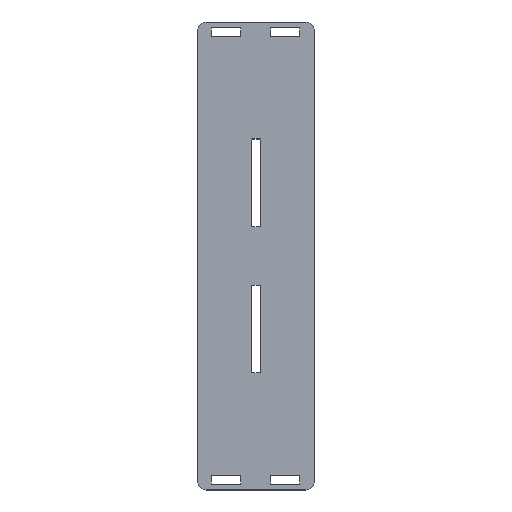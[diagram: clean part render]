
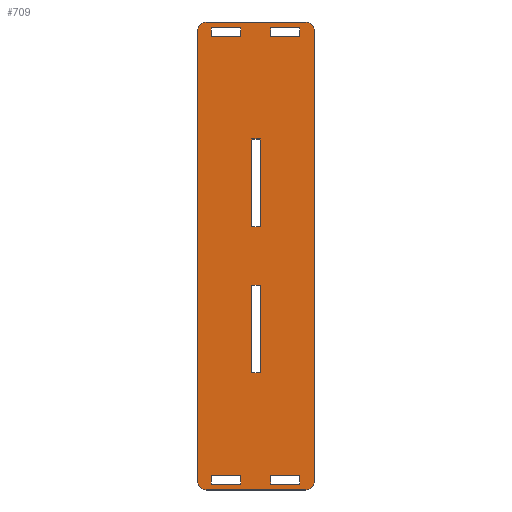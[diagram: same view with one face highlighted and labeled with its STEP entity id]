
A CAD part, top view. The second image highlights one B-rep face of the part: STEP entity #709.
In plain terms, the highlighted planar face has unit normal (0, 0, 1).
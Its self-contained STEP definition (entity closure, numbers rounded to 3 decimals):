
#15=FACE_BOUND('',#106,.T.);
#16=FACE_BOUND('',#107,.T.);
#17=FACE_BOUND('',#108,.T.);
#18=FACE_BOUND('',#109,.T.);
#19=FACE_BOUND('',#110,.T.);
#20=FACE_BOUND('',#111,.T.);
#28=CIRCLE('',#752,3.);
#30=CIRCLE('',#756,3.);
#32=CIRCLE('',#760,3.);
#34=CIRCLE('',#764,3.);
#71=FACE_OUTER_BOUND('',#105,.T.);
#105=EDGE_LOOP('',(#583,#584,#585,#586,#587,#588,#589,#590));
#106=EDGE_LOOP('',(#591,#592,#593,#594));
#107=EDGE_LOOP('',(#595,#596,#597,#598));
#108=EDGE_LOOP('',(#599,#600,#601,#602));
#109=EDGE_LOOP('',(#603,#604,#605,#606));
#110=EDGE_LOOP('',(#607,#608,#609,#610));
#111=EDGE_LOOP('',(#611,#612,#613,#614));
#121=LINE('',#949,#209);
#124=LINE('',#955,#212);
#127=LINE('',#961,#215);
#130=LINE('',#965,#218);
#133=LINE('',#973,#221);
#136=LINE('',#979,#224);
#139=LINE('',#985,#227);
#142=LINE('',#989,#230);
#145=LINE('',#997,#233);
#148=LINE('',#1003,#236);
#151=LINE('',#1009,#239);
#154=LINE('',#1013,#242);
#157=LINE('',#1021,#245);
#160=LINE('',#1027,#248);
#163=LINE('',#1033,#251);
#166=LINE('',#1037,#254);
#169=LINE('',#1045,#257);
#172=LINE('',#1051,#260);
#175=LINE('',#1057,#263);
#178=LINE('',#1061,#266);
#181=LINE('',#1069,#269);
#184=LINE('',#1075,#272);
#187=LINE('',#1081,#275);
#190=LINE('',#1085,#278);
#193=LINE('',#1093,#281);
#197=LINE('',#1105,#285);
#201=LINE('',#1117,#289);
#205=LINE('',#1129,#293);
#209=VECTOR('',#773,10.);
#212=VECTOR('',#778,10.);
#215=VECTOR('',#783,10.);
#218=VECTOR('',#788,10.);
#221=VECTOR('',#793,10.);
#224=VECTOR('',#798,10.);
#227=VECTOR('',#803,10.);
#230=VECTOR('',#808,10.);
#233=VECTOR('',#813,10.);
#236=VECTOR('',#818,10.);
#239=VECTOR('',#823,10.);
#242=VECTOR('',#828,10.);
#245=VECTOR('',#833,10.);
#248=VECTOR('',#838,10.);
#251=VECTOR('',#843,10.);
#254=VECTOR('',#848,10.);
#257=VECTOR('',#853,10.);
#260=VECTOR('',#858,10.);
#263=VECTOR('',#863,10.);
#266=VECTOR('',#868,10.);
#269=VECTOR('',#873,10.);
#272=VECTOR('',#878,10.);
#275=VECTOR('',#883,10.);
#278=VECTOR('',#888,10.);
#281=VECTOR('',#893,10.);
#285=VECTOR('',#905,10.);
#289=VECTOR('',#917,10.);
#293=VECTOR('',#929,10.);
#297=VERTEX_POINT('',#946);
#298=VERTEX_POINT('',#948);
#300=VERTEX_POINT('',#954);
#302=VERTEX_POINT('',#960);
#305=VERTEX_POINT('',#970);
#306=VERTEX_POINT('',#972);
#308=VERTEX_POINT('',#978);
#310=VERTEX_POINT('',#984);
#313=VERTEX_POINT('',#994);
#314=VERTEX_POINT('',#996);
#316=VERTEX_POINT('',#1002);
#318=VERTEX_POINT('',#1008);
#321=VERTEX_POINT('',#1018);
#322=VERTEX_POINT('',#1020);
#324=VERTEX_POINT('',#1026);
#326=VERTEX_POINT('',#1032);
#329=VERTEX_POINT('',#1042);
#330=VERTEX_POINT('',#1044);
#332=VERTEX_POINT('',#1050);
#334=VERTEX_POINT('',#1056);
#337=VERTEX_POINT('',#1066);
#338=VERTEX_POINT('',#1068);
#340=VERTEX_POINT('',#1074);
#342=VERTEX_POINT('',#1080);
#345=VERTEX_POINT('',#1090);
#346=VERTEX_POINT('',#1092);
#348=VERTEX_POINT('',#1098);
#350=VERTEX_POINT('',#1104);
#352=VERTEX_POINT('',#1110);
#354=VERTEX_POINT('',#1116);
#356=VERTEX_POINT('',#1122);
#358=VERTEX_POINT('',#1128);
#361=EDGE_CURVE('',#298,#297,#121,.T.);
#364=EDGE_CURVE('',#300,#298,#124,.T.);
#367=EDGE_CURVE('',#302,#300,#127,.T.);
#370=EDGE_CURVE('',#297,#302,#130,.T.);
#373=EDGE_CURVE('',#306,#305,#133,.T.);
#376=EDGE_CURVE('',#308,#306,#136,.T.);
#379=EDGE_CURVE('',#310,#308,#139,.T.);
#382=EDGE_CURVE('',#305,#310,#142,.T.);
#385=EDGE_CURVE('',#314,#313,#145,.T.);
#388=EDGE_CURVE('',#316,#314,#148,.T.);
#391=EDGE_CURVE('',#318,#316,#151,.T.);
#394=EDGE_CURVE('',#313,#318,#154,.T.);
#397=EDGE_CURVE('',#322,#321,#157,.T.);
#400=EDGE_CURVE('',#324,#322,#160,.T.);
#403=EDGE_CURVE('',#326,#324,#163,.T.);
#406=EDGE_CURVE('',#321,#326,#166,.T.);
#409=EDGE_CURVE('',#330,#329,#169,.T.);
#412=EDGE_CURVE('',#332,#330,#172,.T.);
#415=EDGE_CURVE('',#334,#332,#175,.T.);
#418=EDGE_CURVE('',#329,#334,#178,.T.);
#421=EDGE_CURVE('',#338,#337,#181,.T.);
#424=EDGE_CURVE('',#340,#338,#184,.T.);
#427=EDGE_CURVE('',#342,#340,#187,.T.);
#430=EDGE_CURVE('',#337,#342,#190,.T.);
#433=EDGE_CURVE('',#346,#345,#193,.T.);
#436=EDGE_CURVE('',#348,#346,#28,.T.);
#439=EDGE_CURVE('',#350,#348,#197,.T.);
#442=EDGE_CURVE('',#352,#350,#30,.T.);
#445=EDGE_CURVE('',#354,#352,#201,.T.);
#448=EDGE_CURVE('',#356,#354,#32,.T.);
#451=EDGE_CURVE('',#358,#356,#205,.T.);
#454=EDGE_CURVE('',#345,#358,#34,.T.);
#583=ORIENTED_EDGE('',*,*,#454,.T.);
#584=ORIENTED_EDGE('',*,*,#451,.T.);
#585=ORIENTED_EDGE('',*,*,#448,.T.);
#586=ORIENTED_EDGE('',*,*,#445,.T.);
#587=ORIENTED_EDGE('',*,*,#442,.T.);
#588=ORIENTED_EDGE('',*,*,#439,.T.);
#589=ORIENTED_EDGE('',*,*,#436,.T.);
#590=ORIENTED_EDGE('',*,*,#433,.T.);
#591=ORIENTED_EDGE('',*,*,#430,.T.);
#592=ORIENTED_EDGE('',*,*,#427,.T.);
#593=ORIENTED_EDGE('',*,*,#424,.T.);
#594=ORIENTED_EDGE('',*,*,#421,.T.);
#595=ORIENTED_EDGE('',*,*,#418,.T.);
#596=ORIENTED_EDGE('',*,*,#415,.T.);
#597=ORIENTED_EDGE('',*,*,#412,.T.);
#598=ORIENTED_EDGE('',*,*,#409,.T.);
#599=ORIENTED_EDGE('',*,*,#406,.T.);
#600=ORIENTED_EDGE('',*,*,#403,.T.);
#601=ORIENTED_EDGE('',*,*,#400,.T.);
#602=ORIENTED_EDGE('',*,*,#397,.T.);
#603=ORIENTED_EDGE('',*,*,#394,.T.);
#604=ORIENTED_EDGE('',*,*,#391,.T.);
#605=ORIENTED_EDGE('',*,*,#388,.T.);
#606=ORIENTED_EDGE('',*,*,#385,.T.);
#607=ORIENTED_EDGE('',*,*,#382,.T.);
#608=ORIENTED_EDGE('',*,*,#379,.T.);
#609=ORIENTED_EDGE('',*,*,#376,.T.);
#610=ORIENTED_EDGE('',*,*,#373,.T.);
#611=ORIENTED_EDGE('',*,*,#370,.T.);
#612=ORIENTED_EDGE('',*,*,#367,.T.);
#613=ORIENTED_EDGE('',*,*,#364,.T.);
#614=ORIENTED_EDGE('',*,*,#361,.T.);
#675=PLANE('',#765);
#709=ADVANCED_FACE('',(#71,#15,#16,#17,#18,#19,#20),#675,.T.);
#752=AXIS2_PLACEMENT_3D('',#1099,#899,#900);
#756=AXIS2_PLACEMENT_3D('',#1111,#911,#912);
#760=AXIS2_PLACEMENT_3D('',#1123,#923,#924);
#764=AXIS2_PLACEMENT_3D('',#1133,#935,#936);
#765=AXIS2_PLACEMENT_3D('',#1134,#937,#938);
#773=DIRECTION('',(0.,-1.,0.));
#778=DIRECTION('',(1.,0.,0.));
#783=DIRECTION('',(0.,1.,0.));
#788=DIRECTION('',(-1.,0.,0.));
#793=DIRECTION('',(-1.,0.,0.));
#798=DIRECTION('',(0.,-1.,0.));
#803=DIRECTION('',(1.,0.,0.));
#808=DIRECTION('',(0.,1.,0.));
#813=DIRECTION('',(0.,-1.,0.));
#818=DIRECTION('',(1.,0.,0.));
#823=DIRECTION('',(0.,1.,0.));
#828=DIRECTION('',(-1.,0.,0.));
#833=DIRECTION('',(0.,-1.,0.));
#838=DIRECTION('',(1.,0.,0.));
#843=DIRECTION('',(0.,1.,0.));
#848=DIRECTION('',(-1.,0.,0.));
#853=DIRECTION('',(-1.,0.,0.));
#858=DIRECTION('',(0.,-1.,0.));
#863=DIRECTION('',(1.,0.,0.));
#868=DIRECTION('',(0.,1.,0.));
#873=DIRECTION('',(-1.,0.,0.));
#878=DIRECTION('',(0.,-1.,0.));
#883=DIRECTION('',(1.,0.,0.));
#888=DIRECTION('',(0.,1.,0.));
#893=DIRECTION('',(0.,-1.,0.));
#899=DIRECTION('center_axis',(0.,0.,1.));
#900=DIRECTION('ref_axis',(0.,1.,0.));
#905=DIRECTION('',(-1.,0.,0.));
#911=DIRECTION('center_axis',(0.,0.,1.));
#912=DIRECTION('ref_axis',(1.,0.,0.));
#917=DIRECTION('',(0.,1.,0.));
#923=DIRECTION('center_axis',(0.,0.,1.));
#924=DIRECTION('ref_axis',(0.,-1.,0.));
#929=DIRECTION('',(1.,0.,0.));
#935=DIRECTION('center_axis',(0.,0.,1.));
#936=DIRECTION('ref_axis',(-1.,0.,0.));
#937=DIRECTION('center_axis',(0.,0.,1.));
#938=DIRECTION('ref_axis',(1.,0.,0.));
#946=CARTESIAN_POINT('',(40.263,-198.,3.));
#948=CARTESIAN_POINT('',(40.263,-195.,3.));
#949=CARTESIAN_POINT('',(40.263,-198.,3.));
#954=CARTESIAN_POINT('',(30.263,-195.,3.));
#955=CARTESIAN_POINT('',(40.263,-195.,3.));
#960=CARTESIAN_POINT('',(30.263,-198.,3.));
#961=CARTESIAN_POINT('',(30.263,-195.,3.));
#965=CARTESIAN_POINT('',(30.263,-198.,3.));
#970=CARTESIAN_POINT('',(10.022,-198.,3.));
#972=CARTESIAN_POINT('',(20.022,-198.,3.));
#973=CARTESIAN_POINT('',(10.022,-198.,3.));
#978=CARTESIAN_POINT('',(20.022,-195.,3.));
#979=CARTESIAN_POINT('',(20.022,-198.,3.));
#984=CARTESIAN_POINT('',(10.022,-195.,3.));
#985=CARTESIAN_POINT('',(20.022,-195.,3.));
#989=CARTESIAN_POINT('',(10.022,-195.,3.));
#994=CARTESIAN_POINT('',(40.263,-45.,3.));
#996=CARTESIAN_POINT('',(40.263,-42.,3.));
#997=CARTESIAN_POINT('',(40.263,-42.,3.));
#1002=CARTESIAN_POINT('',(30.263,-42.,3.));
#1003=CARTESIAN_POINT('',(30.263,-42.,3.));
#1008=CARTESIAN_POINT('',(30.263,-45.,3.));
#1009=CARTESIAN_POINT('',(30.263,-45.,3.));
#1013=CARTESIAN_POINT('',(40.263,-45.,3.));
#1018=CARTESIAN_POINT('',(20.022,-45.,3.));
#1020=CARTESIAN_POINT('',(20.022,-42.,3.));
#1021=CARTESIAN_POINT('',(20.022,-42.,3.));
#1026=CARTESIAN_POINT('',(10.022,-42.,3.));
#1027=CARTESIAN_POINT('',(10.022,-42.,3.));
#1032=CARTESIAN_POINT('',(10.022,-45.,3.));
#1033=CARTESIAN_POINT('',(10.022,-45.,3.));
#1037=CARTESIAN_POINT('',(20.022,-45.,3.));
#1042=CARTESIAN_POINT('',(23.763,-110.,3.));
#1044=CARTESIAN_POINT('',(26.763,-110.,3.));
#1045=CARTESIAN_POINT('',(23.763,-110.,3.));
#1050=CARTESIAN_POINT('',(26.763,-80.,3.));
#1051=CARTESIAN_POINT('',(26.763,-110.,3.));
#1056=CARTESIAN_POINT('',(23.763,-80.,3.));
#1057=CARTESIAN_POINT('',(26.763,-80.,3.));
#1061=CARTESIAN_POINT('',(23.763,-80.,3.));
#1066=CARTESIAN_POINT('',(23.763,-160.,3.));
#1068=CARTESIAN_POINT('',(26.763,-160.,3.));
#1069=CARTESIAN_POINT('',(26.763,-160.,3.));
#1074=CARTESIAN_POINT('',(26.763,-130.,3.));
#1075=CARTESIAN_POINT('',(26.763,-130.,3.));
#1080=CARTESIAN_POINT('',(23.763,-130.,3.));
#1081=CARTESIAN_POINT('',(23.763,-130.,3.));
#1085=CARTESIAN_POINT('',(23.763,-160.,3.));
#1090=CARTESIAN_POINT('',(5.263,-197.,3.));
#1092=CARTESIAN_POINT('',(5.263,-43.,3.));
#1093=CARTESIAN_POINT('',(5.263,-197.,3.));
#1098=CARTESIAN_POINT('',(8.263,-40.,3.));
#1099=CARTESIAN_POINT('Origin',(8.263,-43.,3.));
#1104=CARTESIAN_POINT('',(42.263,-40.,3.));
#1105=CARTESIAN_POINT('',(8.263,-40.,3.));
#1110=CARTESIAN_POINT('',(45.263,-43.,3.));
#1111=CARTESIAN_POINT('Origin',(42.263,-43.,3.));
#1116=CARTESIAN_POINT('',(45.263,-197.,3.));
#1117=CARTESIAN_POINT('',(45.263,-43.,3.));
#1122=CARTESIAN_POINT('',(42.263,-200.,3.));
#1123=CARTESIAN_POINT('Origin',(42.263,-197.,3.));
#1128=CARTESIAN_POINT('',(8.263,-200.,3.));
#1129=CARTESIAN_POINT('',(42.263,-200.,3.));
#1133=CARTESIAN_POINT('Origin',(8.263,-197.,3.));
#1134=CARTESIAN_POINT('Origin',(25.263,-120.,3.));
